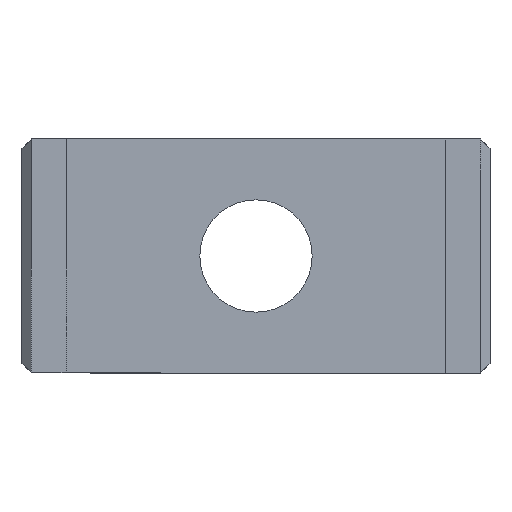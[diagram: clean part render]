
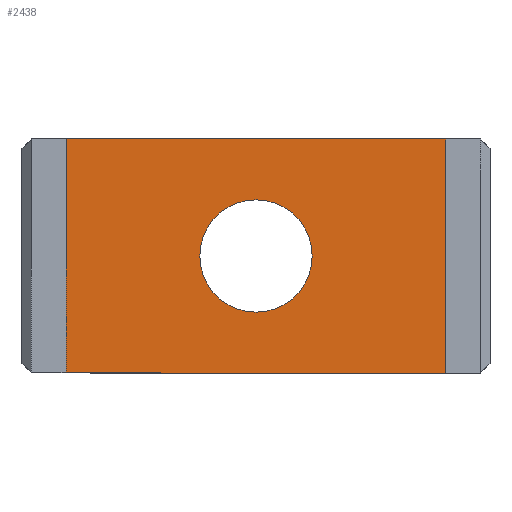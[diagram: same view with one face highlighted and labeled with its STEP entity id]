
A CAD part, front view. The second image highlights one B-rep face of the part: STEP entity #2438.
In plain terms, the highlighted planar face has unit normal (0, -1, 0).
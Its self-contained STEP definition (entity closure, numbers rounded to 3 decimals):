
#39 = LINE ( 'NONE', #297, #622 ) ;
#115 = VECTOR ( 'NONE', #1206, 1000. ) ;
#119 = VECTOR ( 'NONE', #675, 1000. ) ;
#126 = VERTEX_POINT ( 'NONE', #274 ) ;
#196 = CARTESIAN_POINT ( 'NONE',  ( -20.288, 0., 12.5 ) ) ;
#208 = EDGE_CURVE ( 'NONE', #561, #2142, #2534, .T. ) ;
#274 = CARTESIAN_POINT ( 'NONE',  ( 0., 0., 6. ) ) ;
#297 = CARTESIAN_POINT ( 'NONE',  ( 20.288, 0., 0. ) ) ;
#346 = VERTEX_POINT ( 'NONE', #543 ) ;
#469 = CARTESIAN_POINT ( 'NONE',  ( 25., 0., 12.5 ) ) ;
#504 = ORIENTED_EDGE ( 'NONE', *, *, #2321, .T. ) ;
#518 = DIRECTION ( 'NONE',  ( 0., 0., 1. ) ) ;
#543 = CARTESIAN_POINT ( 'NONE',  ( 0., 0., -6. ) ) ;
#561 = VERTEX_POINT ( 'NONE', #196 ) ;
#581 = CARTESIAN_POINT ( 'NONE',  ( -20.288, 0., -12.5 ) ) ;
#622 = VECTOR ( 'NONE', #518, 1000. ) ;
#666 = CIRCLE ( 'NONE', #1651, 6. ) ;
#675 = DIRECTION ( 'NONE',  ( 1., 0., 0. ) ) ;
#731 = EDGE_CURVE ( 'NONE', #346, #126, #666, .T. ) ;
#741 = CARTESIAN_POINT ( 'NONE',  ( 0., 0., 0. ) ) ;
#761 = FACE_BOUND ( 'NONE', #2028, .T. ) ;
#802 = EDGE_CURVE ( 'NONE', #126, #346, #994, .T. ) ;
#810 = VECTOR ( 'NONE', #1209, 1000. ) ;
#840 = CARTESIAN_POINT ( 'NONE',  ( 25., 0., -12.5 ) ) ;
#931 = DIRECTION ( 'NONE',  ( 0., 0., 1. ) ) ;
#953 = EDGE_LOOP ( 'NONE', ( #2104, #2397, #1878, #504 ) ) ;
#991 = LINE ( 'NONE', #996, #115 ) ;
#994 = CIRCLE ( 'NONE', #1576, 6. ) ;
#996 = CARTESIAN_POINT ( 'NONE',  ( -20.288, 0., 0. ) ) ;
#1061 = CARTESIAN_POINT ( 'NONE',  ( 20.288, 0., 12.5 ) ) ;
#1167 = EDGE_CURVE ( 'NONE', #2487, #561, #991, .T. ) ;
#1206 = DIRECTION ( 'NONE',  ( 0., 0., 1. ) ) ;
#1209 = DIRECTION ( 'NONE',  ( -1., 0., 0. ) ) ;
#1284 = VERTEX_POINT ( 'NONE', #1682 ) ;
#1495 = CARTESIAN_POINT ( 'NONE',  ( 0., 0., 0. ) ) ;
#1531 = DIRECTION ( 'NONE',  ( 0., 1., 0. ) ) ;
#1576 = AXIS2_PLACEMENT_3D ( 'NONE', #1495, #1902, #1892 ) ;
#1651 = AXIS2_PLACEMENT_3D ( 'NONE', #741, #2119, #931 ) ;
#1680 = AXIS2_PLACEMENT_3D ( 'NONE', #2140, #1531, #2535 ) ;
#1682 = CARTESIAN_POINT ( 'NONE',  ( 20.288, 0., -12.5 ) ) ;
#1878 = ORIENTED_EDGE ( 'NONE', *, *, #1981, .F. ) ;
#1892 = DIRECTION ( 'NONE',  ( 0., 0., 1. ) ) ;
#1902 = DIRECTION ( 'NONE',  ( 0., 1., 0. ) ) ;
#1981 = EDGE_CURVE ( 'NONE', #1284, #2487, #2460, .T. ) ;
#2028 = EDGE_LOOP ( 'NONE', ( #2170, #2040 ) ) ;
#2040 = ORIENTED_EDGE ( 'NONE', *, *, #731, .T. ) ;
#2104 = ORIENTED_EDGE ( 'NONE', *, *, #208, .F. ) ;
#2119 = DIRECTION ( 'NONE',  ( 0., 1., 0. ) ) ;
#2140 = CARTESIAN_POINT ( 'NONE',  ( 0., 0., 0. ) ) ;
#2142 = VERTEX_POINT ( 'NONE', #1061 ) ;
#2151 = FACE_OUTER_BOUND ( 'NONE', #953, .T. ) ;
#2170 = ORIENTED_EDGE ( 'NONE', *, *, #802, .T. ) ;
#2321 = EDGE_CURVE ( 'NONE', #1284, #2142, #39, .T. ) ;
#2333 = PLANE ( 'NONE',  #1680 ) ;
#2397 = ORIENTED_EDGE ( 'NONE', *, *, #1167, .F. ) ;
#2438 = ADVANCED_FACE ( 'NONE', ( #761, #2151 ), #2333, .F. ) ;
#2460 = LINE ( 'NONE', #840, #810 ) ;
#2487 = VERTEX_POINT ( 'NONE', #581 ) ;
#2534 = LINE ( 'NONE', #469, #119 ) ;
#2535 = DIRECTION ( 'NONE',  ( 0., 0., 1. ) ) ;
